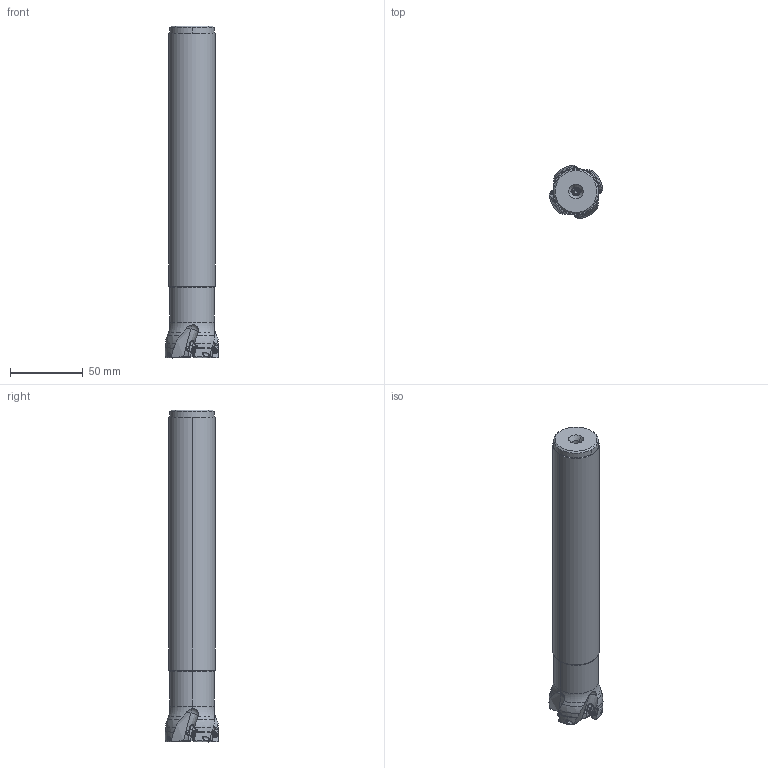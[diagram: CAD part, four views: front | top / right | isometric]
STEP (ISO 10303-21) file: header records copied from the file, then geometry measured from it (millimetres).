
FILE_DESCRIPTION(/* description */ (''),/* implementation_level */ '2;1');
FILE_NAME(/* name */ 'APX3000UR244SA20LA.stp',/* time_stamp */ '2021-09-08T11:45:33+09:00',/* author */ (''),/* organization */ (''),/* preprocessor_version */ 'ST-DEVELOPER v16',/* originating_system */ 'SIEMENS PLM Software NX 10.0',/* authorisation */ '');
FILE_SCHEMA (('AUTOMOTIVE_DESIGN { 1 0 10303 214 3 1 1 1 }'));
Length unit declared in the file: millimetre
Products named in the file (1): APX3000UR244SA20LA_ASM
Bounding box: 36.69 x 36.69 x 227.95 mm (x, y, z)
Volume: 171959.5 mm3; surface area: 29634.7 mm2
Topology: 5 solids, 5 shells, 381 faces, 1162 edges, 806 vertices
Faces by surface type: cylinder 166, plane 83, cone 68, torus 28, sphere 24, bspline 12
Entity records: 19753 total; most frequent: CARTESIAN_POINT 9472, ORIENTED_EDGE 2276, DIRECTION 1947, EDGE_CURVE 1138, AXIS2_PLACEMENT_3D 829, VERTEX_POINT 776, B_SPLINE_CURVE_WITH_KNOTS 421, EDGE_LOOP 406
